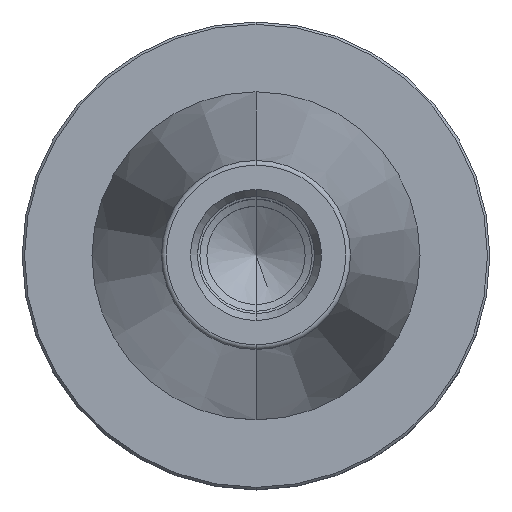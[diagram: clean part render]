
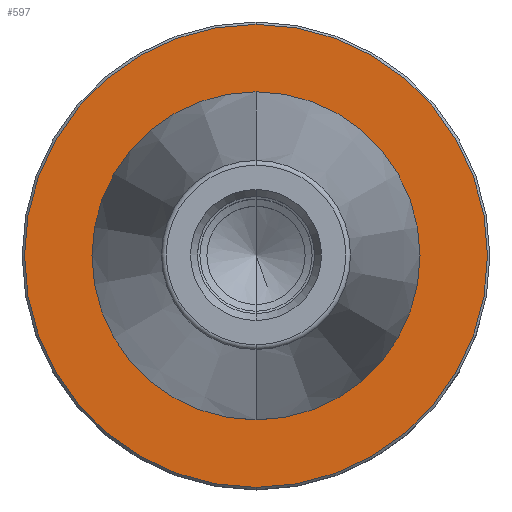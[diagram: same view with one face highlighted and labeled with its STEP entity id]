
A CAD part, top view. The second image highlights one B-rep face of the part: STEP entity #597.
In plain terms, the highlighted planar face has unit normal (0, 0, 1).
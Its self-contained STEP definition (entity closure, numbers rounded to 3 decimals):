
#335=VERTEX_POINT('',#882);
#423=EDGE_CURVE('',#723,#713,#981,.T.);
#453=VERTEX_POINT('',#1015);
#543=EDGE_CURVE('',#713,#723,#1120,.T.);
#597=ADVANCED_FACE('',(#1180,#1181),#1182,.T.);
#673=EDGE_CURVE('',#453,#335,#1269,.T.);
#707=EDGE_CURVE('',#335,#453,#1306,.T.);
#713=VERTEX_POINT('',#1312);
#723=VERTEX_POINT('',#1322);
#882=CARTESIAN_POINT('',(0.0,35.071,-3.0));
#981=CIRCLE('',#1630,49.5);
#1015=CARTESIAN_POINT('',(0.,-35.071,-3.0));
#1120=CIRCLE('',#1811,49.5);
#1180=FACE_OUTER_BOUND('',#1891,.T.);
#1181=FACE_BOUND('',#1892,.T.);
#1182=PLANE('',#1893);
#1269=CIRCLE('',#2004,35.071);
#1306=CIRCLE('',#2051,35.071);
#1312=CARTESIAN_POINT('',(0.,-49.5,-3.0));
#1322=CARTESIAN_POINT('',(0.0,49.5,-3.0));
#1630=AXIS2_PLACEMENT_3D('',#2403,#2404,#2405);
#1811=AXIS2_PLACEMENT_3D('',#2602,#2603,#2604);
#1891=EDGE_LOOP('',(#2683,#2684));
#1892=EDGE_LOOP('',(#2685,#2686));
#1893=AXIS2_PLACEMENT_3D('',#2687,#2688,#2689);
#2004=AXIS2_PLACEMENT_3D('',#2809,#2810,#2811);
#2051=AXIS2_PLACEMENT_3D('',#2858,#2859,#2860);
#2403=CARTESIAN_POINT('',(0.0,0.0,-3.0));
#2404=DIRECTION('',(0.0,0.0,-1.0));
#2405=DIRECTION('',(0.0,1.0,0.0));
#2602=CARTESIAN_POINT('',(0.0,0.0,-3.0));
#2603=DIRECTION('',(0.0,0.0,-1.0));
#2604=DIRECTION('',(0.0,1.0,0.0));
#2683=ORIENTED_EDGE('',*,*,#423,.F.);
#2684=ORIENTED_EDGE('',*,*,#543,.F.);
#2685=ORIENTED_EDGE('',*,*,#707,.T.);
#2686=ORIENTED_EDGE('',*,*,#673,.T.);
#2687=CARTESIAN_POINT('',(0.0,42.285,-3.0));
#2688=DIRECTION('',(-0.0,0.0,1.0));
#2689=DIRECTION('',(0.0,-1.0,0.0));
#2809=CARTESIAN_POINT('',(0.0,0.0,-3.0));
#2810=DIRECTION('',(0.0,0.0,-1.0));
#2811=DIRECTION('',(0.0,1.0,0.0));
#2858=CARTESIAN_POINT('',(0.0,0.0,-3.0));
#2859=DIRECTION('',(0.0,0.0,-1.0));
#2860=DIRECTION('',(0.0,1.0,0.0));
